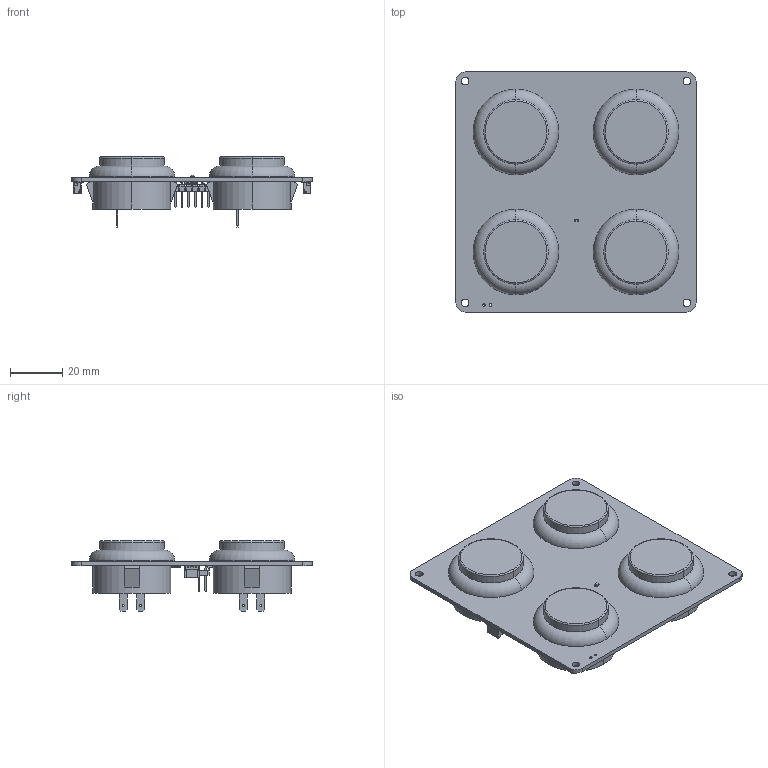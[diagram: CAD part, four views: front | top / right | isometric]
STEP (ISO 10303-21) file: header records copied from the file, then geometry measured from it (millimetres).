
FILE_DESCRIPTION(('Open CASCADE Model'),'2;1');
FILE_NAME('Open CASCADE Shape Model','2025-04-24T07:23:38',('Author'),( 'Open CASCADE'),'Open CASCADE STEP processor 7.5','Open CASCADE 7.5' ,'Unknown');
FILE_SCHEMA(('AUTOMOTIVE_DESIGN { 1 0 10303 214 1 1 1 1 }'));
Length unit declared in the file: millimetre
Products named in the file (44): PCB; Board; Open CASCADE STEP translator 7.5 1.1.1; R5; User Library-R SMD 0402; User Library-R SMD 0402_0402 BODY; User Library-R SMD 0402_0402 PAD; User Library-R SMD 0402_0402 OPIS; R3; R2; R1; P1; 61031621121; 6100xx21121_PIN; 61001621121; STAT1; 0603 LED Green; Solid1; Solid4; R4; 6535825184; Extruded; 6535824944; U; DUELink-U-Connector-BM04B-SRSS-TB; D; DUELink-Connector-BM04B-SRSS-TB; C2; 0805 SMD Capacitor; C1; 6535824784; 6535824624; Free-Models; STM32-QFN32; Arcade Button_30mm_RGB8421504
Assembly tree (67 placements, depth 4):
  PCB
    Board
      Open CASCADE STEP translator 7.5 1.1.1
    R5
      User Library-R SMD 0402
        User Library-R SMD 0402_0402 BODY
        User Library-R SMD 0402_0402 PAD  x2
        User Library-R SMD 0402_0402 OPIS
    R3
      User Library-R SMD 0402
        User Library-R SMD 0402_0402 BODY
        User Library-R SMD 0402_0402 PAD  x2
        User Library-R SMD 0402_0402 OPIS
    R2
      User Library-R SMD 0402
        User Library-R SMD 0402_0402 BODY
        User Library-R SMD 0402_0402 PAD  x2
        User Library-R SMD 0402_0402 OPIS
    R1
      User Library-R SMD 0402
        User Library-R SMD 0402_0402 BODY
        User Library-R SMD 0402_0402 PAD  x2
        User Library-R SMD 0402_0402 OPIS
    P1
      61031621121
        6100xx21121_PIN  x16
        61001621121
    STAT1
      0603 LED Green
        Solid1
        Solid4
        Solid1
        Solid1
        Solid4
        Solid1
        Solid1
        Solid1
    R4
      6535825184  x2
        Extruded
      6535824944
        Extruded
    U
      DUELink-U-Connector-BM04B-SRSS-TB
    D
      DUELink-Connector-BM04B-SRSS-TB
    C2
      0805 SMD Capacitor
    C1
      6535824784
        Extruded
      6535824624  x2
        Extruded
    Free-Models
      STM32-QFN32
      Arcade Button_30mm_RGB8421504  x4
Bounding box: 92 x 92 x 26.9 mm (x, y, z)
Volume: 59965.6 mm3; surface area: 29686.6 mm2
Topology: 117 solids, 117 shells, 2147 faces, 6696 edges, 6276 vertices
Faces by surface type: plane 1712, cylinder 260, bspline 151, torus 16, sphere 8
Full cylindrical faces by diameter (mm): 1.016 x2, 3 x4, 30 x4
Entity records: 63256 total; most frequent: CARTESIAN_POINT 15605, DIRECTION 8175, ORIENTED_EDGE 7118, LINE 4399, VECTOR 4399, EDGE_CURVE 3559, VERTEX_POINT 2334, AXIS2_PLACEMENT_3D 1888
